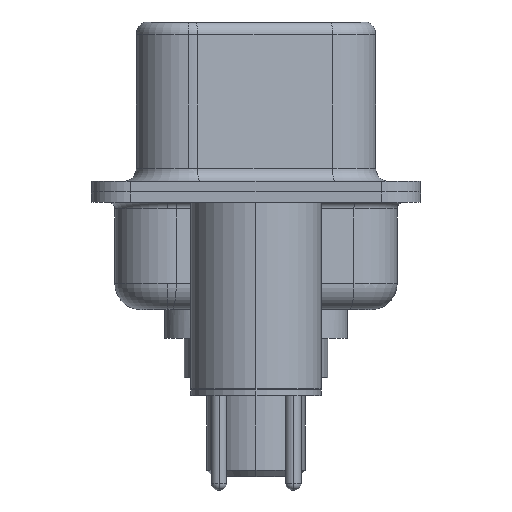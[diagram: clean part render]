
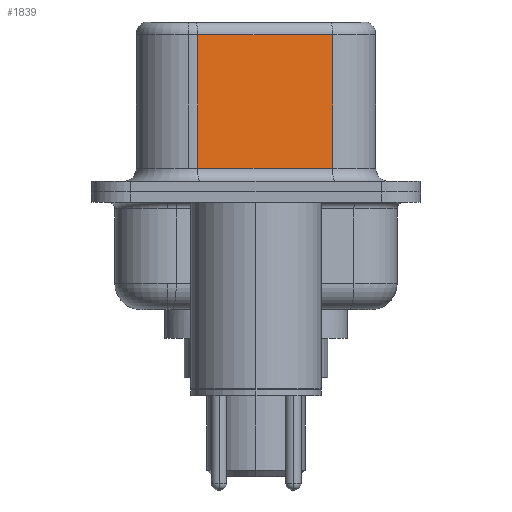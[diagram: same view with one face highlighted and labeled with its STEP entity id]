
A CAD part, left-side view. The second image highlights one B-rep face of the part: STEP entity #1839.
In plain terms, the highlighted planar face has unit normal (-0.985, -0.174, 0).
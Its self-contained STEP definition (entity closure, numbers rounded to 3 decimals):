
#151 = CARTESIAN_POINT ( 'NONE',  ( 3.67, 2.233, 6.52 ) ) ;
#191 = AXIS2_PLACEMENT_3D ( 'NONE', #7659, #3444, #13339 ) ;
#291 = DIRECTION ( 'NONE',  ( -0.174, 0.985, 0. ) ) ;
#389 = DIRECTION ( 'NONE',  ( 0., 0., -1. ) ) ;
#604 = PLANE ( 'NONE',  #191 ) ;
#890 = CARTESIAN_POINT ( 'NONE',  ( 3.67, 2.233, 6.02 ) ) ;
#1521 = CARTESIAN_POINT ( 'NONE',  ( 3.67, 2.233, 0.9 ) ) ;
#1712 = EDGE_CURVE ( 'NONE', #16966, #8740, #3090, .T. ) ;
#1839 = ADVANCED_FACE ( 'NONE', ( #8834 ), #604, .F. ) ;
#2361 = ORIENTED_EDGE ( 'NONE', *, *, #2921, .F. ) ;
#2693 = LINE ( 'NONE', #151, #13508 ) ;
#2921 = EDGE_CURVE ( 'NONE', #16966, #7349, #8967, .T. ) ;
#3090 = LINE ( 'NONE', #12982, #10156 ) ;
#3185 = CARTESIAN_POINT ( 'NONE',  ( 4.58, -2.927, 6.52 ) ) ;
#3444 = DIRECTION ( 'NONE',  ( 0.985, 0.174, 0. ) ) ;
#4103 = LINE ( 'NONE', #11001, #14464 ) ;
#4683 = EDGE_CURVE ( 'NONE', #10960, #7349, #4103, .T. ) ;
#5316 = DIRECTION ( 'NONE',  ( 0.174, -0.985, 0. ) ) ;
#5968 = ORIENTED_EDGE ( 'NONE', *, *, #16153, .T. ) ;
#5994 = CARTESIAN_POINT ( 'NONE',  ( 4.58, -2.927, 6.02 ) ) ;
#6673 = ORIENTED_EDGE ( 'NONE', *, *, #1712, .T. ) ;
#7349 = VERTEX_POINT ( 'NONE', #9317 ) ;
#7659 = CARTESIAN_POINT ( 'NONE',  ( 4.58, -2.927, 6.52 ) ) ;
#8632 = DIRECTION ( 'NONE',  ( 0., 0., -1. ) ) ;
#8740 = VERTEX_POINT ( 'NONE', #890 ) ;
#8834 = FACE_OUTER_BOUND ( 'NONE', #15050, .T. ) ;
#8967 = LINE ( 'NONE', #3185, #16015 ) ;
#9317 = CARTESIAN_POINT ( 'NONE',  ( 4.58, -2.927, 0.9 ) ) ;
#10156 = VECTOR ( 'NONE', #291, 1000. ) ;
#10960 = VERTEX_POINT ( 'NONE', #1521 ) ;
#11001 = CARTESIAN_POINT ( 'NONE',  ( 4.58, -2.927, 0.9 ) ) ;
#12982 = CARTESIAN_POINT ( 'NONE',  ( 4.58, -2.927, 6.02 ) ) ;
#13339 = DIRECTION ( 'NONE',  ( -0.174, 0.985, 0. ) ) ;
#13508 = VECTOR ( 'NONE', #8632, 1000. ) ;
#14464 = VECTOR ( 'NONE', #5316, 1000. ) ;
#15050 = EDGE_LOOP ( 'NONE', ( #2361, #6673, #5968, #17881 ) ) ;
#16015 = VECTOR ( 'NONE', #389, 1000. ) ;
#16153 = EDGE_CURVE ( 'NONE', #8740, #10960, #2693, .T. ) ;
#16966 = VERTEX_POINT ( 'NONE', #5994 ) ;
#17881 = ORIENTED_EDGE ( 'NONE', *, *, #4683, .T. ) ;
